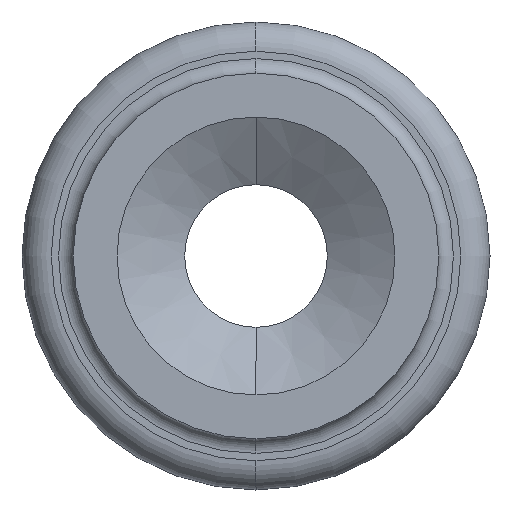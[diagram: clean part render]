
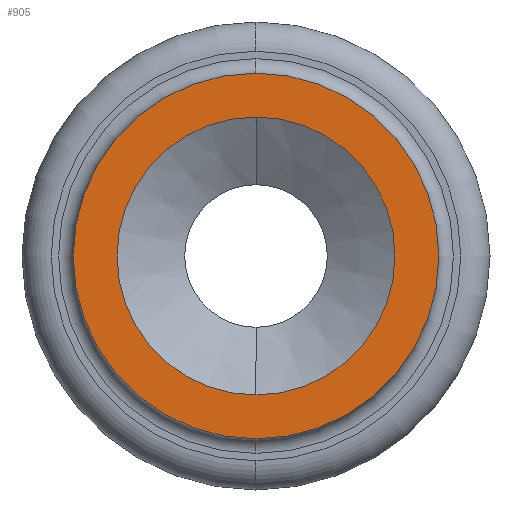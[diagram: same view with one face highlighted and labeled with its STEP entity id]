
A CAD part, left-side view. The second image highlights one B-rep face of the part: STEP entity #905.
In plain terms, the highlighted planar face has unit normal (-1, 0, 0).
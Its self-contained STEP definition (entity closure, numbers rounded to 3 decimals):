
#9 = EDGE_CURVE ( 'NONE', #550, #409, #15, .T. ) ;
#11 = DIRECTION ( 'NONE',  ( -1., 0., 0. ) ) ;
#15 = CIRCLE ( 'NONE', #354, 9.5 ) ;
#26 = CIRCLE ( 'NONE', #950, 12.5 ) ;
#45 = EDGE_LOOP ( 'NONE', ( #741, #425 ) ) ;
#152 = CIRCLE ( 'NONE', #366, 9.5 ) ;
#160 = CARTESIAN_POINT ( 'NONE',  ( 0., 0., 0. ) ) ;
#182 = EDGE_LOOP ( 'NONE', ( #835, #499 ) ) ;
#207 = PLANE ( 'NONE',  #670 ) ;
#290 = DIRECTION ( 'NONE',  ( 0., 0., 1. ) ) ;
#311 = CIRCLE ( 'NONE', #1071, 12.5 ) ;
#354 = AXIS2_PLACEMENT_3D ( 'NONE', #160, #503, #1087 ) ;
#362 = DIRECTION ( 'NONE',  ( -1., 0., 0. ) ) ;
#366 = AXIS2_PLACEMENT_3D ( 'NONE', #446, #362, #290 ) ;
#373 = DIRECTION ( 'NONE',  ( 1., 0., 0. ) ) ;
#409 = VERTEX_POINT ( 'NONE', #1102 ) ;
#425 = ORIENTED_EDGE ( 'NONE', *, *, #9, .F. ) ;
#446 = CARTESIAN_POINT ( 'NONE',  ( 0., 0., 0. ) ) ;
#478 = FACE_OUTER_BOUND ( 'NONE', #182, .T. ) ;
#499 = ORIENTED_EDGE ( 'NONE', *, *, #712, .T. ) ;
#503 = DIRECTION ( 'NONE',  ( -1., 0., 0. ) ) ;
#527 = CARTESIAN_POINT ( 'NONE',  ( 0., 0., 0. ) ) ;
#550 = VERTEX_POINT ( 'NONE', #696 ) ;
#555 = FACE_BOUND ( 'NONE', #45, .T. ) ;
#652 = VERTEX_POINT ( 'NONE', #784 ) ;
#670 = AXIS2_PLACEMENT_3D ( 'NONE', #806, #373, #796 ) ;
#689 = EDGE_CURVE ( 'NONE', #652, #765, #311, .T. ) ;
#696 = CARTESIAN_POINT ( 'NONE',  ( 0., 0., -9.5 ) ) ;
#712 = EDGE_CURVE ( 'NONE', #765, #652, #26, .T. ) ;
#741 = ORIENTED_EDGE ( 'NONE', *, *, #1041, .F. ) ;
#756 = CARTESIAN_POINT ( 'NONE',  ( 0., 0., 0. ) ) ;
#763 = CARTESIAN_POINT ( 'NONE',  ( 0., 0., -12.5 ) ) ;
#765 = VERTEX_POINT ( 'NONE', #763 ) ;
#784 = CARTESIAN_POINT ( 'NONE',  ( 0., 0., 12.5 ) ) ;
#796 = DIRECTION ( 'NONE',  ( 0., 0., -1. ) ) ;
#806 = CARTESIAN_POINT ( 'NONE',  ( 0., 0., 0. ) ) ;
#835 = ORIENTED_EDGE ( 'NONE', *, *, #689, .T. ) ;
#860 = DIRECTION ( 'NONE',  ( 0., 0., 1. ) ) ;
#905 = ADVANCED_FACE ( 'NONE', ( #555, #478 ), #207, .F. ) ;
#928 = DIRECTION ( 'NONE',  ( -1., 0., 0. ) ) ;
#950 = AXIS2_PLACEMENT_3D ( 'NONE', #527, #928, #860 ) ;
#1041 = EDGE_CURVE ( 'NONE', #409, #550, #152, .T. ) ;
#1071 = AXIS2_PLACEMENT_3D ( 'NONE', #756, #11, #1096 ) ;
#1087 = DIRECTION ( 'NONE',  ( 0., 0., 1. ) ) ;
#1096 = DIRECTION ( 'NONE',  ( 0., 0., 1. ) ) ;
#1102 = CARTESIAN_POINT ( 'NONE',  ( 0., 0., 9.5 ) ) ;
